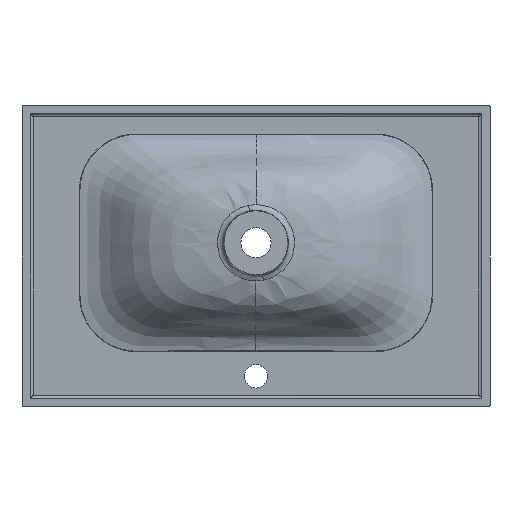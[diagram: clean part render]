
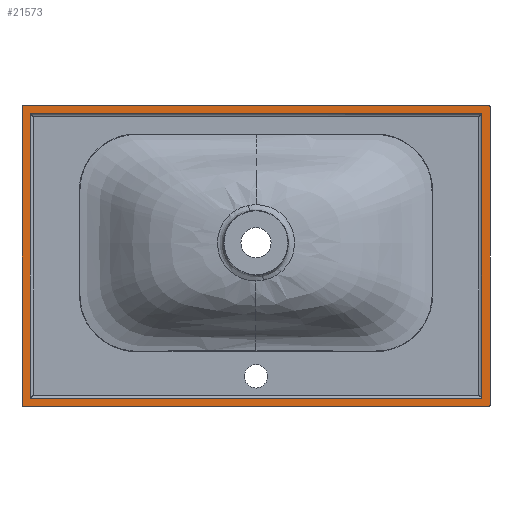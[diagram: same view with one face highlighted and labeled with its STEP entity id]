
A CAD part, front view. The second image highlights one B-rep face of the part: STEP entity #21573.
In plain terms, the highlighted planar face has unit normal (0, -1, 0).
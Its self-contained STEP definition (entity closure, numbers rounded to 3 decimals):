
#21 = CARTESIAN_POINT ( 'NONE',  ( -348., -14., 225.244 ) ) ;
#230 = VERTEX_POINT ( 'NONE', #3984 ) ;
#257 = DIRECTION ( 'NONE',  ( 0., 0., 1. ) ) ;
#287 = CARTESIAN_POINT ( 'NONE',  ( 349.999, -14., 224.416 ) ) ;
#333 = VECTOR ( 'NONE', #257, 1000. ) ;
#362 = VECTOR ( 'NONE', #3871, 1000. ) ;
#1081 = VERTEX_POINT ( 'NONE', #18198 ) ;
#1265 = LINE ( 'NONE', #15708, #10573 ) ;
#1749 = VERTEX_POINT ( 'NONE', #21508 ) ;
#1770 = LINE ( 'NONE', #11003, #10201 ) ;
#2002 = VERTEX_POINT ( 'NONE', #10379 ) ;
#2061 = CARTESIAN_POINT ( 'NONE',  ( 349.999, -14., 223.245 ) ) ;
#2170 = CARTESIAN_POINT ( 'NONE',  ( -337.641, -14., 212.886 ) ) ;
#2281 = CARTESIAN_POINT ( 'NONE',  ( -349.999, -14., -222.755 ) ) ;
#2455 = ORIENTED_EDGE ( 'NONE', *, *, #6214, .T. ) ;
#2535 =( BOUNDED_CURVE ( )  B_SPLINE_CURVE ( 3, ( #9986, #13291, #8211, #2765 ),
 .UNSPECIFIED., .F., .T. ) 
 B_SPLINE_CURVE_WITH_KNOTS ( ( 4, 4 ),
 ( 1.571, 3.142 ),
 .UNSPECIFIED. ) 
 CURVE ( )  GEOMETRIC_REPRESENTATION_ITEM ( )  RATIONAL_B_SPLINE_CURVE ( ( 1., 0.805, 0.805, 1. ) ) 
 REPRESENTATION_ITEM ( '' )  );
#2736 = EDGE_CURVE ( 'NONE', #5792, #1081, #2535, .T. ) ;
#2765 = CARTESIAN_POINT ( 'NONE',  ( 349.999, -14., -222.755 ) ) ;
#2951 = ORIENTED_EDGE ( 'NONE', *, *, #23437, .T. ) ;
#3180 = EDGE_CURVE ( 'NONE', #13988, #22631, #8568, .T. ) ;
#3692 = CARTESIAN_POINT ( 'NONE',  ( -349.171, -14., 225.244 ) ) ;
#3755 = VECTOR ( 'NONE', #21959, 1000. ) ;
#3849 = CARTESIAN_POINT ( 'NONE',  ( 337.641, -14., -212.338 ) ) ;
#3871 = DIRECTION ( 'NONE',  ( 0., 0., -1. ) ) ;
#3984 = CARTESIAN_POINT ( 'NONE',  ( 349.999, -14., 223.245 ) ) ;
#4036 = EDGE_CURVE ( 'NONE', #14443, #15850, #14361, .T. ) ;
#4297 = FACE_BOUND ( 'NONE', #12413, .T. ) ;
#4911 = CARTESIAN_POINT ( 'NONE',  ( -337.641, -14., 224.755 ) ) ;
#4944 = DIRECTION ( 'NONE',  ( -1., 0., 0. ) ) ;
#5245 = LINE ( 'NONE', #6675, #7190 ) ;
#5761 = CARTESIAN_POINT ( 'NONE',  ( -349.999, -14., -223.927 ) ) ;
#5792 = VERTEX_POINT ( 'NONE', #18245 ) ;
#6193 = DIRECTION ( 'NONE',  ( 0., 1., 0. ) ) ;
#6214 = EDGE_CURVE ( 'NONE', #18828, #10640, #14782, .T. ) ;
#6442 = FACE_OUTER_BOUND ( 'NONE', #10547, .T. ) ;
#6675 = CARTESIAN_POINT ( 'NONE',  ( 349.51, -14., -224.755 ) ) ;
#7190 = VECTOR ( 'NONE', #12460, 1000. ) ;
#7531 = CARTESIAN_POINT ( 'NONE',  ( -349.17, -14., -224.755 ) ) ;
#7642 = CARTESIAN_POINT ( 'NONE',  ( -349.999, -14., -222.755 ) ) ;
#7960 = PLANE ( 'NONE',  #20797 ) ;
#8211 = CARTESIAN_POINT ( 'NONE',  ( 349.999, -14., -223.927 ) ) ;
#8568 = LINE ( 'NONE', #4911, #18097 ) ;
#9194 = CARTESIAN_POINT ( 'NONE',  ( -349.999, -14., 224.755 ) ) ;
#9732 = CARTESIAN_POINT ( 'NONE',  ( 0., -14., 0. ) ) ;
#9803 = VECTOR ( 'NONE', #21951, 1000. ) ;
#9986 = CARTESIAN_POINT ( 'NONE',  ( 347.998, -14., -224.755 ) ) ;
#10201 = VECTOR ( 'NONE', #18102, 1000. ) ;
#10379 = CARTESIAN_POINT ( 'NONE',  ( -347.998, -14., -224.755 ) ) ;
#10431 = ORIENTED_EDGE ( 'NONE', *, *, #4036, .F. ) ;
#10547 = EDGE_LOOP ( 'NONE', ( #21536, #12555, #11943, #11602, #2455, #11457, #13144, #2951 ) ) ;
#10573 = VECTOR ( 'NONE', #4944, 1000. ) ;
#10640 = VERTEX_POINT ( 'NONE', #20233 ) ;
#10842 = EDGE_CURVE ( 'NONE', #1749, #18828, #1770, .T. ) ;
#11003 = CARTESIAN_POINT ( 'NONE',  ( 349.51, -14., 225.244 ) ) ;
#11035 = CARTESIAN_POINT ( 'NONE',  ( 337.641, -14., 224.755 ) ) ;
#11230 = ORIENTED_EDGE ( 'NONE', *, *, #18937, .F. ) ;
#11457 = ORIENTED_EDGE ( 'NONE', *, *, #19962, .T. ) ;
#11602 = ORIENTED_EDGE ( 'NONE', *, *, #10842, .T. ) ;
#11943 = ORIENTED_EDGE ( 'NONE', *, *, #13900, .T. ) ;
#12413 = EDGE_LOOP ( 'NONE', ( #19204, #23308, #10431, #11230 ) ) ;
#12460 = DIRECTION ( 'NONE',  ( 1., 0., 0. ) ) ;
#12470 = CARTESIAN_POINT ( 'NONE',  ( -337.641, -14., -212.338 ) ) ;
#12555 = ORIENTED_EDGE ( 'NONE', *, *, #14607, .T. ) ;
#12728 = CARTESIAN_POINT ( 'NONE',  ( 349.999, -14., 224.755 ) ) ;
#13054 = LINE ( 'NONE', #14610, #9803 ) ;
#13061 = CARTESIAN_POINT ( 'NONE',  ( 348., -14., 225.244 ) ) ;
#13144 = ORIENTED_EDGE ( 'NONE', *, *, #20120, .T. ) ;
#13147 = EDGE_CURVE ( 'NONE', #15850, #13988, #1265, .T. ) ;
#13291 = CARTESIAN_POINT ( 'NONE',  ( 349.17, -14., -224.755 ) ) ;
#13783 = DIRECTION ( 'NONE',  ( 0., 0., -1. ) ) ;
#13871 = VERTEX_POINT ( 'NONE', #2281 ) ;
#13900 = EDGE_CURVE ( 'NONE', #230, #1749, #22827, .T. ) ;
#13988 = VERTEX_POINT ( 'NONE', #2170 ) ;
#14361 = LINE ( 'NONE', #11035, #333 ) ;
#14443 = VERTEX_POINT ( 'NONE', #3849 ) ;
#14502 = CARTESIAN_POINT ( 'NONE',  ( 349.171, -14., 225.244 ) ) ;
#14578 = CARTESIAN_POINT ( 'NONE',  ( -349.999, -14., 223.245 ) ) ;
#14607 = EDGE_CURVE ( 'NONE', #1081, #230, #16616, .T. ) ;
#14610 = CARTESIAN_POINT ( 'NONE',  ( 349.51, -14., -212.338 ) ) ;
#14721 = CARTESIAN_POINT ( 'NONE',  ( -348., -14., 225.244 ) ) ;
#14782 =( BOUNDED_CURVE ( )  B_SPLINE_CURVE ( 3, ( #21, #3692, #16352, #14578 ),
 .UNSPECIFIED., .F., .T. ) 
 B_SPLINE_CURVE_WITH_KNOTS ( ( 4, 4 ),
 ( 2.357, 3.926 ),
 .UNSPECIFIED. ) 
 CURVE ( )  GEOMETRIC_REPRESENTATION_ITEM ( )  RATIONAL_B_SPLINE_CURVE ( ( 1., 0.805, 0.805, 1. ) ) 
 REPRESENTATION_ITEM ( '' )  );
#14975 = CARTESIAN_POINT ( 'NONE',  ( -347.998, -14., -224.755 ) ) ;
#15185 = DIRECTION ( 'NONE',  ( 0., 0., 1. ) ) ;
#15708 = CARTESIAN_POINT ( 'NONE',  ( 349.51, -14., 212.886 ) ) ;
#15850 = VERTEX_POINT ( 'NONE', #19703 ) ;
#16352 = CARTESIAN_POINT ( 'NONE',  ( -349.999, -14., 224.416 ) ) ;
#16616 = LINE ( 'NONE', #12728, #3755 ) ;
#16643 = LINE ( 'NONE', #9194, #362 ) ;
#18097 = VECTOR ( 'NONE', #13783, 1000. ) ;
#18102 = DIRECTION ( 'NONE',  ( -1., 0., 0. ) ) ;
#18198 = CARTESIAN_POINT ( 'NONE',  ( 349.999, -14., -222.755 ) ) ;
#18245 = CARTESIAN_POINT ( 'NONE',  ( 347.998, -14., -224.755 ) ) ;
#18828 = VERTEX_POINT ( 'NONE', #14721 ) ;
#18937 = EDGE_CURVE ( 'NONE', #22631, #14443, #13054, .T. ) ;
#19204 = ORIENTED_EDGE ( 'NONE', *, *, #3180, .F. ) ;
#19703 = CARTESIAN_POINT ( 'NONE',  ( 337.641, -14., 212.886 ) ) ;
#19962 = EDGE_CURVE ( 'NONE', #10640, #13871, #16643, .T. ) ;
#20120 = EDGE_CURVE ( 'NONE', #13871, #2002, #20250, .T. ) ;
#20233 = CARTESIAN_POINT ( 'NONE',  ( -349.999, -14., 223.245 ) ) ;
#20250 =( BOUNDED_CURVE ( )  B_SPLINE_CURVE ( 3, ( #7642, #5761, #7531, #14975 ),
 .UNSPECIFIED., .F., .T. ) 
 B_SPLINE_CURVE_WITH_KNOTS ( ( 4, 4 ),
 ( 3.142, 4.712 ),
 .UNSPECIFIED. ) 
 CURVE ( )  GEOMETRIC_REPRESENTATION_ITEM ( )  RATIONAL_B_SPLINE_CURVE ( ( 1., 0.805, 0.805, 1. ) ) 
 REPRESENTATION_ITEM ( '' )  );
#20797 = AXIS2_PLACEMENT_3D ( 'NONE', #9732, #6193, #15185 ) ;
#21508 = CARTESIAN_POINT ( 'NONE',  ( 348., -14., 225.244 ) ) ;
#21536 = ORIENTED_EDGE ( 'NONE', *, *, #2736, .T. ) ;
#21573 = ADVANCED_FACE ( 'NONE', ( #6442, #4297 ), #7960, .F. ) ;
#21951 = DIRECTION ( 'NONE',  ( 1., 0., 0. ) ) ;
#21959 = DIRECTION ( 'NONE',  ( 0., 0., 1. ) ) ;
#22631 = VERTEX_POINT ( 'NONE', #12470 ) ;
#22827 =( BOUNDED_CURVE ( )  B_SPLINE_CURVE ( 3, ( #2061, #287, #14502, #13061 ),
 .UNSPECIFIED., .F., .T. ) 
 B_SPLINE_CURVE_WITH_KNOTS ( ( 4, 4 ),
 ( 2.357, 3.926 ),
 .UNSPECIFIED. ) 
 CURVE ( )  GEOMETRIC_REPRESENTATION_ITEM ( )  RATIONAL_B_SPLINE_CURVE ( ( 1., 0.805, 0.805, 1. ) ) 
 REPRESENTATION_ITEM ( '' )  );
#23308 = ORIENTED_EDGE ( 'NONE', *, *, #13147, .F. ) ;
#23437 = EDGE_CURVE ( 'NONE', #2002, #5792, #5245, .T. ) ;
